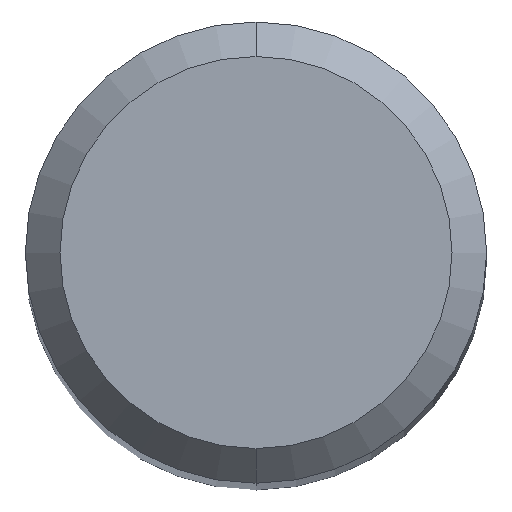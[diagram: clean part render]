
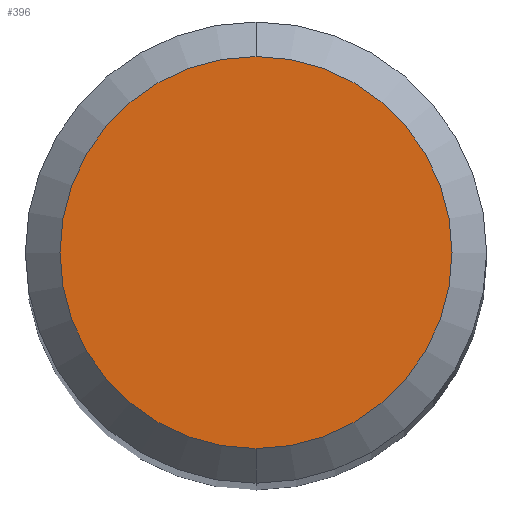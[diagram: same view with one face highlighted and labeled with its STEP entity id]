
A CAD part, top view. The second image highlights one B-rep face of the part: STEP entity #396.
In plain terms, the highlighted planar face has unit normal (0, 0, 1).
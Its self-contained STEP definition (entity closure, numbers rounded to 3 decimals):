
#260=VERTEX_POINT('',#603);
#276=VERTEX_POINT('',#621);
#316=EDGE_CURVE('',#260,#276,#665,.T.);
#372=EDGE_CURVE('',#276,#260,#728,.T.);
#396=ADVANCED_FACE('',(#755),#756,.T.);
#603=CARTESIAN_POINT('',(0.,-1.7,0.0));
#621=CARTESIAN_POINT('',(0.0,1.7,0.0));
#665=CIRCLE('',#1154,1.7);
#728=CIRCLE('',#1280,1.7);
#755=FACE_OUTER_BOUND('',#1349,.T.);
#756=PLANE('',#1350);
#1154=AXIS2_PLACEMENT_3D('',#1722,#1723,#1724);
#1280=AXIS2_PLACEMENT_3D('',#1809,#1810,#1811);
#1349=EDGE_LOOP('',(#1837,#1838));
#1350=AXIS2_PLACEMENT_3D('',#1839,#1840,#1841);
#1722=CARTESIAN_POINT('',(0.0,0.0,0.0));
#1723=DIRECTION('',(0.0,0.0,-1.0));
#1724=DIRECTION('',(0.0,1.0,0.0));
#1809=CARTESIAN_POINT('',(0.0,0.0,0.0));
#1810=DIRECTION('',(0.0,0.0,-1.0));
#1811=DIRECTION('',(0.0,1.0,0.0));
#1837=ORIENTED_EDGE('',*,*,#372,.F.);
#1838=ORIENTED_EDGE('',*,*,#316,.F.);
#1839=CARTESIAN_POINT('',(0.0,0.85,0.0));
#1840=DIRECTION('',(-0.0,0.0,1.0));
#1841=DIRECTION('',(0.0,-1.0,0.0));
